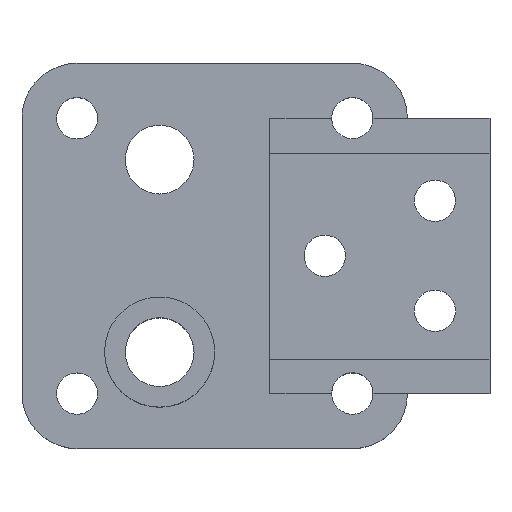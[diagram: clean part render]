
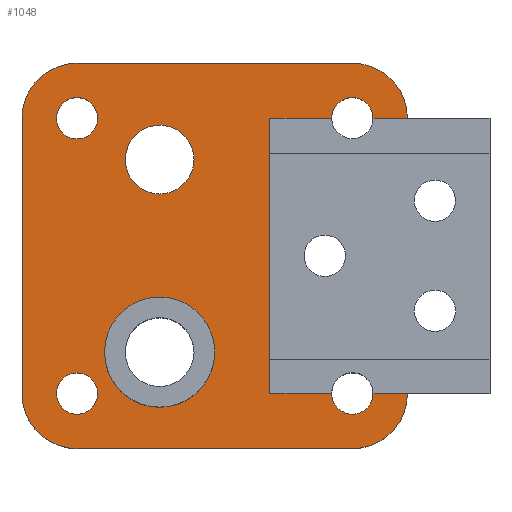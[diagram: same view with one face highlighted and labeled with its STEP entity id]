
A CAD part, top view. The second image highlights one B-rep face of the part: STEP entity #1048.
In plain terms, the highlighted planar face has unit normal (0, 0, 1).
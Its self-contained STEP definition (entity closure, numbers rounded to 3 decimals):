
#374 = VERTEX_POINT('',#375);
#375 = CARTESIAN_POINT('',(-20.,42.,4.));
#381 = EDGE_CURVE('',#374,#382,#384,.T.);
#382 = VERTEX_POINT('',#383);
#383 = CARTESIAN_POINT('',(-24.,38.,4.));
#384 = CIRCLE('',#385,4.);
#385 = AXIS2_PLACEMENT_3D('',#386,#387,#388);
#386 = CARTESIAN_POINT('',(-20.,38.,4.));
#387 = DIRECTION('',(0.,0.,1.));
#388 = DIRECTION('',(1.,0.,0.));
#406 = EDGE_CURVE('',#374,#407,#409,.T.);
#407 = VERTEX_POINT('',#408);
#408 = CARTESIAN_POINT('',(0.,42.,4.));
#409 = LINE('',#410,#411);
#410 = CARTESIAN_POINT('',(-20.,42.,4.));
#411 = VECTOR('',#412,1.);
#412 = DIRECTION('',(1.,0.,0.));
#430 = EDGE_CURVE('',#382,#431,#433,.T.);
#431 = VERTEX_POINT('',#432);
#432 = CARTESIAN_POINT('',(-24.,18.,4.));
#433 = LINE('',#434,#435);
#434 = CARTESIAN_POINT('',(-24.,38.,4.));
#435 = VECTOR('',#436,1.);
#436 = DIRECTION('',(0.,-1.,0.));
#454 = VERTEX_POINT('',#455);
#455 = CARTESIAN_POINT('',(4.,38.,4.));
#461 = EDGE_CURVE('',#454,#407,#462,.T.);
#462 = CIRCLE('',#463,4.);
#463 = AXIS2_PLACEMENT_3D('',#464,#465,#466);
#464 = CARTESIAN_POINT('',(0.,38.,4.));
#465 = DIRECTION('',(0.,0.,1.));
#466 = DIRECTION('',(1.,0.,0.));
#479 = EDGE_CURVE('',#431,#480,#482,.T.);
#480 = VERTEX_POINT('',#481);
#481 = CARTESIAN_POINT('',(-20.,14.,4.));
#482 = CIRCLE('',#483,4.);
#483 = AXIS2_PLACEMENT_3D('',#484,#485,#486);
#484 = CARTESIAN_POINT('',(-20.,18.,4.));
#485 = DIRECTION('',(0.,0.,1.));
#486 = DIRECTION('',(1.,0.,0.));
#536 = EDGE_CURVE('',#480,#537,#539,.T.);
#537 = VERTEX_POINT('',#538);
#538 = CARTESIAN_POINT('',(0.,14.,4.));
#539 = LINE('',#540,#541);
#540 = CARTESIAN_POINT('',(-20.,14.,4.));
#541 = VECTOR('',#542,1.);
#542 = DIRECTION('',(1.,0.,0.));
#607 = EDGE_CURVE('',#537,#608,#610,.T.);
#608 = VERTEX_POINT('',#609);
#609 = CARTESIAN_POINT('',(4.,18.,4.));
#610 = CIRCLE('',#611,4.);
#611 = AXIS2_PLACEMENT_3D('',#612,#613,#614);
#612 = CARTESIAN_POINT('',(0.,18.,4.));
#613 = DIRECTION('',(0.,0.,1.));
#614 = DIRECTION('',(1.,0.,0.));
#657 = VERTEX_POINT('',#658);
#658 = CARTESIAN_POINT('',(-18.5,18.,4.));
#664 = EDGE_CURVE('',#657,#657,#665,.T.);
#665 = CIRCLE('',#666,1.5);
#666 = AXIS2_PLACEMENT_3D('',#667,#668,#669);
#667 = CARTESIAN_POINT('',(-20.,18.,4.));
#668 = DIRECTION('',(0.,0.,-1.));
#669 = DIRECTION('',(1.,0.,0.));
#707 = VERTEX_POINT('',#708);
#708 = CARTESIAN_POINT('',(1.5,18.,4.));
#732 = VERTEX_POINT('',#733);
#733 = CARTESIAN_POINT('',(-1.5,18.,4.));
#739 = EDGE_CURVE('',#707,#732,#740,.T.);
#740 = CIRCLE('',#741,1.5);
#741 = AXIS2_PLACEMENT_3D('',#742,#743,#744);
#742 = CARTESIAN_POINT('',(0.,18.,4.));
#743 = DIRECTION('',(0.,0.,-1.));
#744 = DIRECTION('',(1.,0.,0.));
#782 = VERTEX_POINT('',#783);
#783 = CARTESIAN_POINT('',(-18.5,38.,4.));
#789 = EDGE_CURVE('',#782,#782,#790,.T.);
#790 = CIRCLE('',#791,1.5);
#791 = AXIS2_PLACEMENT_3D('',#792,#793,#794);
#792 = CARTESIAN_POINT('',(-20.,38.,4.));
#793 = DIRECTION('',(0.,0.,-1.));
#794 = DIRECTION('',(1.,0.,0.));
#857 = VERTEX_POINT('',#858);
#858 = CARTESIAN_POINT('',(1.5,38.,4.));
#864 = EDGE_CURVE('',#865,#857,#867,.T.);
#865 = VERTEX_POINT('',#866);
#866 = CARTESIAN_POINT('',(-1.5,38.,4.));
#867 = CIRCLE('',#868,1.5);
#868 = AXIS2_PLACEMENT_3D('',#869,#870,#871);
#869 = CARTESIAN_POINT('',(0.,38.,4.));
#870 = DIRECTION('',(0.,0.,-1.));
#871 = DIRECTION('',(1.,0.,0.));
#940 = VERTEX_POINT('',#941);
#941 = CARTESIAN_POINT('',(-6.,38.,4.));
#947 = EDGE_CURVE('',#940,#948,#950,.T.);
#948 = VERTEX_POINT('',#949);
#949 = CARTESIAN_POINT('',(-6.,18.,4.));
#950 = LINE('',#951,#952);
#951 = CARTESIAN_POINT('',(-6.,38.,4.));
#952 = VECTOR('',#953,1.);
#953 = DIRECTION('',(0.,-1.,0.));
#1048 = ADVANCED_FACE('',(#1049,#1085,#1088,#1099,#1102),#1113,.T.);
#1049 = FACE_BOUND('',#1050,.T.);
#1050 = EDGE_LOOP('',(#1051,#1057,#1058,#1059,#1060,#1061,#1062,#1063,
    #1064,#1070,#1071,#1077,#1078,#1084));
#1051 = ORIENTED_EDGE('',*,*,#1052,.F.);
#1052 = EDGE_CURVE('',#454,#857,#1053,.T.);
#1053 = LINE('',#1054,#1055);
#1054 = CARTESIAN_POINT('',(4.,38.,4.));
#1055 = VECTOR('',#1056,1.);
#1056 = DIRECTION('',(-1.,0.,0.));
#1057 = ORIENTED_EDGE('',*,*,#461,.T.);
#1058 = ORIENTED_EDGE('',*,*,#406,.F.);
#1059 = ORIENTED_EDGE('',*,*,#381,.T.);
#1060 = ORIENTED_EDGE('',*,*,#430,.T.);
#1061 = ORIENTED_EDGE('',*,*,#479,.T.);
#1062 = ORIENTED_EDGE('',*,*,#536,.T.);
#1063 = ORIENTED_EDGE('',*,*,#607,.T.);
#1064 = ORIENTED_EDGE('',*,*,#1065,.F.);
#1065 = EDGE_CURVE('',#707,#608,#1066,.T.);
#1066 = LINE('',#1067,#1068);
#1067 = CARTESIAN_POINT('',(-6.,18.,4.));
#1068 = VECTOR('',#1069,1.);
#1069 = DIRECTION('',(1.,0.,0.));
#1070 = ORIENTED_EDGE('',*,*,#739,.T.);
#1071 = ORIENTED_EDGE('',*,*,#1072,.F.);
#1072 = EDGE_CURVE('',#948,#732,#1073,.T.);
#1073 = LINE('',#1074,#1075);
#1074 = CARTESIAN_POINT('',(-6.,18.,4.));
#1075 = VECTOR('',#1076,1.);
#1076 = DIRECTION('',(1.,0.,0.));
#1077 = ORIENTED_EDGE('',*,*,#947,.F.);
#1078 = ORIENTED_EDGE('',*,*,#1079,.F.);
#1079 = EDGE_CURVE('',#865,#940,#1080,.T.);
#1080 = LINE('',#1081,#1082);
#1081 = CARTESIAN_POINT('',(4.,38.,4.));
#1082 = VECTOR('',#1083,1.);
#1083 = DIRECTION('',(-1.,0.,0.));
#1084 = ORIENTED_EDGE('',*,*,#864,.T.);
#1085 = FACE_BOUND('',#1086,.T.);
#1086 = EDGE_LOOP('',(#1087));
#1087 = ORIENTED_EDGE('',*,*,#664,.T.);
#1088 = FACE_BOUND('',#1089,.T.);
#1089 = EDGE_LOOP('',(#1090));
#1090 = ORIENTED_EDGE('',*,*,#1091,.F.);
#1091 = EDGE_CURVE('',#1092,#1092,#1094,.T.);
#1092 = VERTEX_POINT('',#1093);
#1093 = CARTESIAN_POINT('',(-10.,21.,4.));
#1094 = CIRCLE('',#1095,4.);
#1095 = AXIS2_PLACEMENT_3D('',#1096,#1097,#1098);
#1096 = CARTESIAN_POINT('',(-14.,21.,4.));
#1097 = DIRECTION('',(0.,0.,1.));
#1098 = DIRECTION('',(1.,0.,0.));
#1099 = FACE_BOUND('',#1100,.T.);
#1100 = EDGE_LOOP('',(#1101));
#1101 = ORIENTED_EDGE('',*,*,#789,.T.);
#1102 = FACE_BOUND('',#1103,.T.);
#1103 = EDGE_LOOP('',(#1104));
#1104 = ORIENTED_EDGE('',*,*,#1105,.T.);
#1105 = EDGE_CURVE('',#1106,#1106,#1108,.T.);
#1106 = VERTEX_POINT('',#1107);
#1107 = CARTESIAN_POINT('',(-11.5,35.,4.));
#1108 = CIRCLE('',#1109,2.5);
#1109 = AXIS2_PLACEMENT_3D('',#1110,#1111,#1112);
#1110 = CARTESIAN_POINT('',(-14.,35.,4.));
#1111 = DIRECTION('',(0.,0.,-1.));
#1112 = DIRECTION('',(1.,0.,0.));
#1113 = PLANE('',#1114);
#1114 = AXIS2_PLACEMENT_3D('',#1115,#1116,#1117);
#1115 = CARTESIAN_POINT('',(-10.708,27.001,4.));
#1116 = DIRECTION('',(0.,0.,1.));
#1117 = DIRECTION('',(1.,0.,0.));
